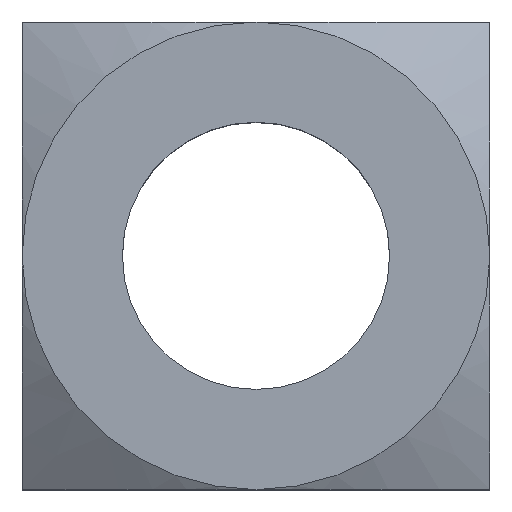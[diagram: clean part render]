
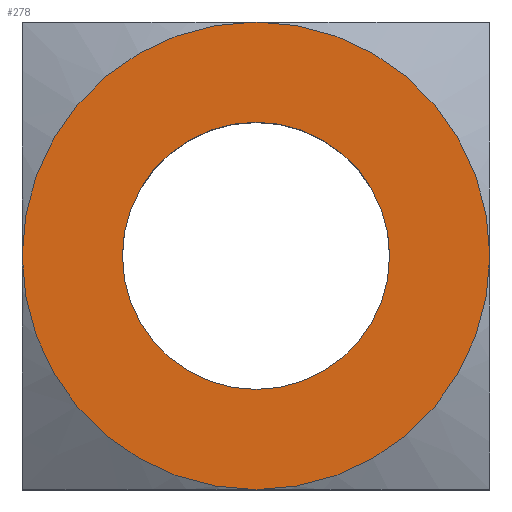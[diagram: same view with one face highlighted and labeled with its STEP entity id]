
A CAD part, top view. The second image highlights one B-rep face of the part: STEP entity #278.
In plain terms, the highlighted planar face has unit normal (0, 0, 1).
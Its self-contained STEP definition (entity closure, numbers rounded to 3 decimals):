
#4 = ORIENTED_EDGE ( 'NONE', *, *, #80, .F. ) ;
#5 = AXIS2_PLACEMENT_3D ( 'NONE', #81, #322, #119 ) ;
#21 = VERTEX_POINT ( 'NONE', #405 ) ;
#28 = EDGE_CURVE ( 'NONE', #432, #368, #161, .T. ) ;
#34 = AXIS2_PLACEMENT_3D ( 'NONE', #304, #283, #110 ) ;
#37 = DIRECTION ( 'NONE',  ( 1., 0., 0. ) ) ;
#46 = EDGE_CURVE ( 'NONE', #368, #316, #190, .T. ) ;
#47 = DIRECTION ( 'NONE',  ( 0., 0., -1. ) ) ;
#80 = EDGE_CURVE ( 'NONE', #199, #21, #122, .T. ) ;
#81 = CARTESIAN_POINT ( 'NONE',  ( 0., 0., 3.2 ) ) ;
#91 = DIRECTION ( 'NONE',  ( 0., 0., -1. ) ) ;
#93 = AXIS2_PLACEMENT_3D ( 'NONE', #298, #91, #331 ) ;
#98 = EDGE_CURVE ( 'NONE', #316, #196, #330, .T. ) ;
#110 = DIRECTION ( 'NONE',  ( 1., 0., 0. ) ) ;
#119 = DIRECTION ( 'NONE',  ( 1., 0., 0. ) ) ;
#122 = CIRCLE ( 'NONE', #219, 2. ) ;
#137 = ORIENTED_EDGE ( 'NONE', *, *, #158, .F. ) ;
#138 = ORIENTED_EDGE ( 'NONE', *, *, #174, .F. ) ;
#153 = CARTESIAN_POINT ( 'NONE',  ( 0., -3.5, 3.2 ) ) ;
#157 = FACE_BOUND ( 'NONE', #391, .T. ) ;
#158 = EDGE_CURVE ( 'NONE', #21, #199, #216, .T. ) ;
#160 = DIRECTION ( 'NONE',  ( 0., 0., 1. ) ) ;
#161 = CIRCLE ( 'NONE', #5, 3.5 ) ;
#168 = EDGE_LOOP ( 'NONE', ( #264, #138, #305, #402 ) ) ;
#174 = EDGE_CURVE ( 'NONE', #196, #432, #436, .T. ) ;
#189 = DIRECTION ( 'NONE',  ( 0., 0., -1. ) ) ;
#190 = CIRCLE ( 'NONE', #93, 3.5 ) ;
#196 = VERTEX_POINT ( 'NONE', #257 ) ;
#198 = FACE_OUTER_BOUND ( 'NONE', #168, .T. ) ;
#199 = VERTEX_POINT ( 'NONE', #366 ) ;
#216 = CIRCLE ( 'NONE', #262, 2. ) ;
#219 = AXIS2_PLACEMENT_3D ( 'NONE', #442, #255, #37 ) ;
#236 = CARTESIAN_POINT ( 'NONE',  ( 3.5, 0., 3.2 ) ) ;
#239 = AXIS2_PLACEMENT_3D ( 'NONE', #380, #189, #415 ) ;
#242 = PLANE ( 'NONE',  #34 ) ;
#254 = CARTESIAN_POINT ( 'NONE',  ( -3.5, 0., 3.2 ) ) ;
#255 = DIRECTION ( 'NONE',  ( 0., 0., 1. ) ) ;
#257 = CARTESIAN_POINT ( 'NONE',  ( 0., 3.5, 3.2 ) ) ;
#262 = AXIS2_PLACEMENT_3D ( 'NONE', #353, #160, #389 ) ;
#263 = CARTESIAN_POINT ( 'NONE',  ( 0., 0., 3.2 ) ) ;
#264 = ORIENTED_EDGE ( 'NONE', *, *, #28, .F. ) ;
#278 = ADVANCED_FACE ( 'NONE', ( #198, #157 ), #242, .T. ) ;
#283 = DIRECTION ( 'NONE',  ( 0., 0., 1. ) ) ;
#295 = DIRECTION ( 'NONE',  ( 1., 0., 0. ) ) ;
#298 = CARTESIAN_POINT ( 'NONE',  ( 0., 0., 3.2 ) ) ;
#304 = CARTESIAN_POINT ( 'NONE',  ( 0., 0., 3.2 ) ) ;
#305 = ORIENTED_EDGE ( 'NONE', *, *, #98, .F. ) ;
#316 = VERTEX_POINT ( 'NONE', #254 ) ;
#322 = DIRECTION ( 'NONE',  ( 0., 0., -1. ) ) ;
#323 = AXIS2_PLACEMENT_3D ( 'NONE', #263, #47, #295 ) ;
#330 = CIRCLE ( 'NONE', #239, 3.5 ) ;
#331 = DIRECTION ( 'NONE',  ( 1., 0., 0. ) ) ;
#353 = CARTESIAN_POINT ( 'NONE',  ( 0., 0., 3.2 ) ) ;
#366 = CARTESIAN_POINT ( 'NONE',  ( -2., 0., 3.2 ) ) ;
#368 = VERTEX_POINT ( 'NONE', #153 ) ;
#380 = CARTESIAN_POINT ( 'NONE',  ( 0., 0., 3.2 ) ) ;
#389 = DIRECTION ( 'NONE',  ( 1., 0., 0. ) ) ;
#391 = EDGE_LOOP ( 'NONE', ( #137, #4 ) ) ;
#402 = ORIENTED_EDGE ( 'NONE', *, *, #46, .F. ) ;
#405 = CARTESIAN_POINT ( 'NONE',  ( 2., 0., 3.2 ) ) ;
#415 = DIRECTION ( 'NONE',  ( -1., 0., 0. ) ) ;
#432 = VERTEX_POINT ( 'NONE', #236 ) ;
#436 = CIRCLE ( 'NONE', #323, 3.5 ) ;
#442 = CARTESIAN_POINT ( 'NONE',  ( 0., 0., 3.2 ) ) ;
